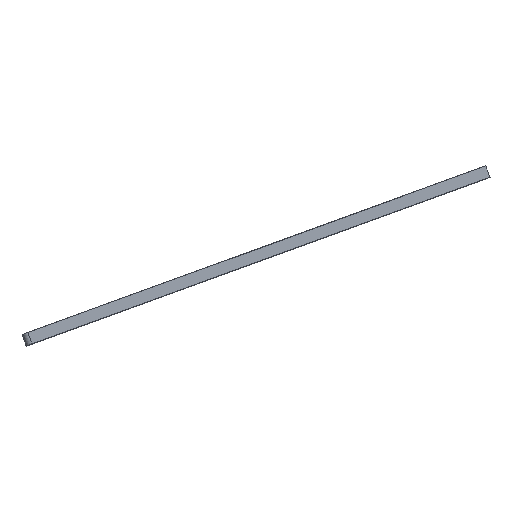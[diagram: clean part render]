
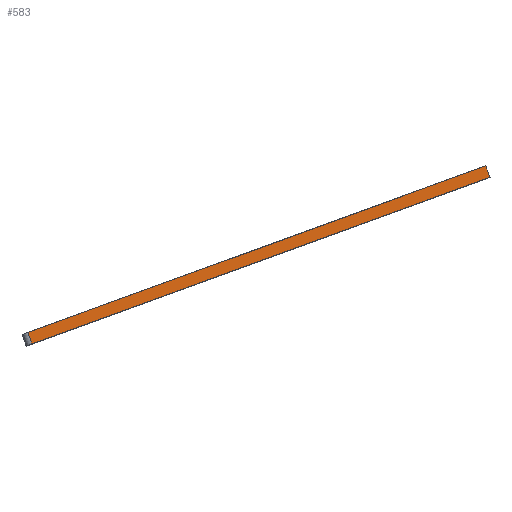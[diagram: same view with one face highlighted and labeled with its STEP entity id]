
A CAD part, left-side view. The second image highlights one B-rep face of the part: STEP entity #583.
In plain terms, the highlighted planar face has unit normal (-1, 0, 0).
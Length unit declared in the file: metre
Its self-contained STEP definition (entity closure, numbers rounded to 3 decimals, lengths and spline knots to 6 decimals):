
#34=LINE('',#907,#60);
#41=LINE('',#959,#67);
#51=LINE('',#993,#77);
#52=LINE('',#995,#78);
#60=VECTOR('',#733,1.);
#67=VECTOR('',#780,1.);
#77=VECTOR('',#808,1.);
#78=VECTOR('',#811,1.);
#151=ORIENTED_EDGE('',*,*,#238,.T.);
#152=ORIENTED_EDGE('',*,*,#282,.T.);
#153=ORIENTED_EDGE('',*,*,#264,.F.);
#154=ORIENTED_EDGE('',*,*,#281,.F.);
#238=EDGE_CURVE('',#307,#306,#34,.T.);
#264=EDGE_CURVE('',#332,#333,#41,.T.);
#281=EDGE_CURVE('',#307,#332,#51,.T.);
#282=EDGE_CURVE('',#306,#333,#52,.T.);
#306=VERTEX_POINT('',#906);
#307=VERTEX_POINT('',#908);
#332=VERTEX_POINT('',#960);
#333=VERTEX_POINT('',#961);
#433=EDGE_LOOP('',(#151,#152,#153,#154));
#523=FACE_BOUND('',#433,.T.);
#573=PLANE('',#669);
#583=ADVANCED_FACE('',(#523),#573,.T.);
#669=AXIS2_PLACEMENT_3D('',#994,#809,#810);
#733=DIRECTION('',(0.,0.94,-0.342));
#780=DIRECTION('',(0.,0.94,-0.342));
#808=DIRECTION('',(0.,-0.342,-0.94));
#809=DIRECTION('',(-1.,0.,0.));
#810=DIRECTION('',(0.,0.,1.));
#811=DIRECTION('',(0.,-0.342,-0.94));
#906=CARTESIAN_POINT('',(-0.1,0.192657,-0.022252));
#907=CARTESIAN_POINT('',(-0.1,0.15569,-0.008797));
#908=CARTESIAN_POINT('',(-0.1,0.117783,0.005));
#959=CARTESIAN_POINT('',(-0.1,0.155006,-0.010676));
#960=CARTESIAN_POINT('',(-0.1,0.117098,0.003121));
#961=CARTESIAN_POINT('',(-0.1,0.191973,-0.024132));
#993=CARTESIAN_POINT('',(-0.1,0.117783,0.005));
#994=CARTESIAN_POINT('',(-0.1,0.15569,-0.008797));
#995=CARTESIAN_POINT('',(-0.1,0.192657,-0.022252));
